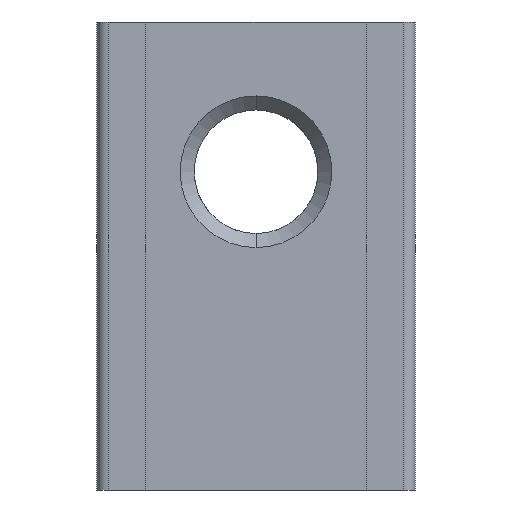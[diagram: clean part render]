
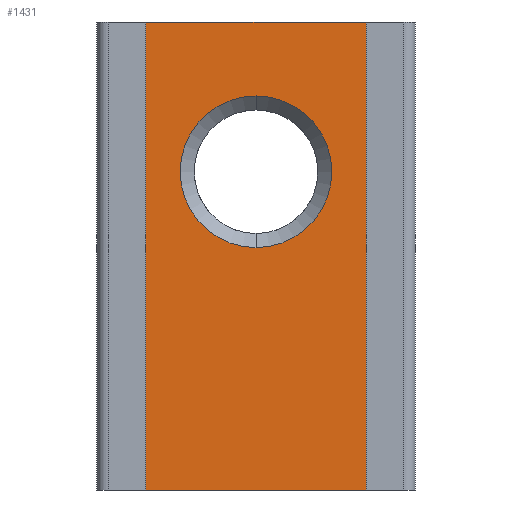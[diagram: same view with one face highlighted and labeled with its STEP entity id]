
A CAD part, front view. The second image highlights one B-rep face of the part: STEP entity #1431.
In plain terms, the highlighted planar face has unit normal (0, -1, 0).
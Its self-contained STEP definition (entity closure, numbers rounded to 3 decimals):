
#1 = AXIS2_PLACEMENT_3D ( 'NONE', #483, #76, #997 ) ;
#7 = DIRECTION ( 'NONE',  ( 0., 0., -1. ) ) ;
#36 = VERTEX_POINT ( 'NONE', #752 ) ;
#56 = ORIENTED_EDGE ( 'NONE', *, *, #102, .F. ) ;
#76 = DIRECTION ( 'NONE',  ( 0., 1., 0. ) ) ;
#102 = EDGE_CURVE ( 'NONE', #1580, #110, #1034, .T. ) ;
#110 = VERTEX_POINT ( 'NONE', #1163 ) ;
#125 = EDGE_CURVE ( 'NONE', #1329, #110, #1294, .T. ) ;
#166 = EDGE_CURVE ( 'NONE', #36, #201, #286, .T. ) ;
#173 = CARTESIAN_POINT ( 'NONE',  ( -2.95, 0., 12.5 ) ) ;
#181 = ORIENTED_EDGE ( 'NONE', *, *, #166, .F. ) ;
#201 = VERTEX_POINT ( 'NONE', #1397 ) ;
#260 = CARTESIAN_POINT ( 'NONE',  ( 0., 0., 8.5 ) ) ;
#286 = CIRCLE ( 'NONE', #1435, 2.025 ) ;
#326 = CARTESIAN_POINT ( 'NONE',  ( -2.95, 0., 12.5 ) ) ;
#334 = EDGE_CURVE ( 'NONE', #467, #1329, #1300, .T. ) ;
#355 = EDGE_LOOP ( 'NONE', ( #946, #56, #719, #1067 ) ) ;
#387 = CARTESIAN_POINT ( 'NONE',  ( 2.95, 0., 0. ) ) ;
#429 = EDGE_LOOP ( 'NONE', ( #181, #1103 ) ) ;
#467 = VERTEX_POINT ( 'NONE', #326 ) ;
#483 = CARTESIAN_POINT ( 'NONE',  ( 2.95, 0., 12.5 ) ) ;
#546 = EDGE_CURVE ( 'NONE', #201, #36, #1032, .T. ) ;
#558 = VECTOR ( 'NONE', #1271, 1000. ) ;
#678 = CARTESIAN_POINT ( 'NONE',  ( -2.95, 0., 0. ) ) ;
#706 = DIRECTION ( 'NONE',  ( 0., 0., -1. ) ) ;
#719 = ORIENTED_EDGE ( 'NONE', *, *, #1007, .F. ) ;
#743 = DIRECTION ( 'NONE',  ( 0., -1., 0. ) ) ;
#752 = CARTESIAN_POINT ( 'NONE',  ( 0., 0., 6.475 ) ) ;
#797 = LINE ( 'NONE', #1037, #1217 ) ;
#804 = DIRECTION ( 'NONE',  ( 1., 0., 0. ) ) ;
#928 = DIRECTION ( 'NONE',  ( 0., 0., -1. ) ) ;
#946 = ORIENTED_EDGE ( 'NONE', *, *, #125, .T. ) ;
#997 = DIRECTION ( 'NONE',  ( 0., 0., 1. ) ) ;
#1007 = EDGE_CURVE ( 'NONE', #467, #1580, #797, .T. ) ;
#1022 = CARTESIAN_POINT ( 'NONE',  ( 2.95, 0., 12.5 ) ) ;
#1032 = CIRCLE ( 'NONE', #1348, 2.025 ) ;
#1034 = LINE ( 'NONE', #1022, #1507 ) ;
#1037 = CARTESIAN_POINT ( 'NONE',  ( 2.95, 0., 12.5 ) ) ;
#1067 = ORIENTED_EDGE ( 'NONE', *, *, #334, .T. ) ;
#1092 = CARTESIAN_POINT ( 'NONE',  ( 0., 0., 8.5 ) ) ;
#1103 = ORIENTED_EDGE ( 'NONE', *, *, #546, .F. ) ;
#1113 = FACE_BOUND ( 'NONE', #429, .T. ) ;
#1134 = CARTESIAN_POINT ( 'NONE',  ( 2.95, 0., 12.5 ) ) ;
#1160 = VECTOR ( 'NONE', #706, 1000. ) ;
#1163 = CARTESIAN_POINT ( 'NONE',  ( 2.95, 0., 0. ) ) ;
#1217 = VECTOR ( 'NONE', #804, 1000. ) ;
#1271 = DIRECTION ( 'NONE',  ( 1., 0., 0. ) ) ;
#1286 = DIRECTION ( 'NONE',  ( 0., -1., 0. ) ) ;
#1294 = LINE ( 'NONE', #387, #558 ) ;
#1300 = LINE ( 'NONE', #173, #1160 ) ;
#1323 = FACE_OUTER_BOUND ( 'NONE', #355, .T. ) ;
#1329 = VERTEX_POINT ( 'NONE', #678 ) ;
#1335 = PLANE ( 'NONE',  #1 ) ;
#1348 = AXIS2_PLACEMENT_3D ( 'NONE', #1092, #743, #1472 ) ;
#1397 = CARTESIAN_POINT ( 'NONE',  ( 0., 0., 10.525 ) ) ;
#1431 = ADVANCED_FACE ( 'NONE', ( #1113, #1323 ), #1335, .F. ) ;
#1435 = AXIS2_PLACEMENT_3D ( 'NONE', #260, #1286, #928 ) ;
#1472 = DIRECTION ( 'NONE',  ( 0., 0., -1. ) ) ;
#1507 = VECTOR ( 'NONE', #7, 1000. ) ;
#1580 = VERTEX_POINT ( 'NONE', #1134 ) ;
